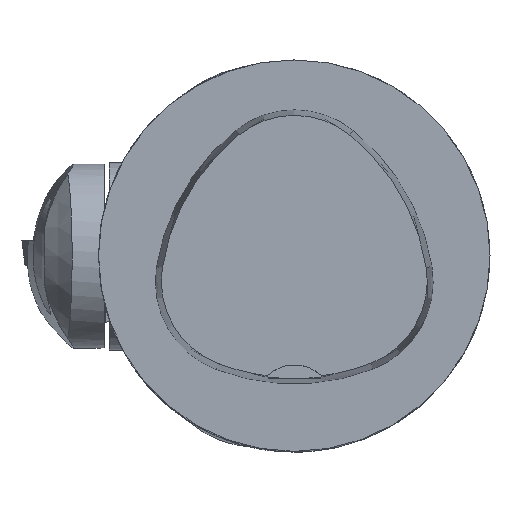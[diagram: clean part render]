
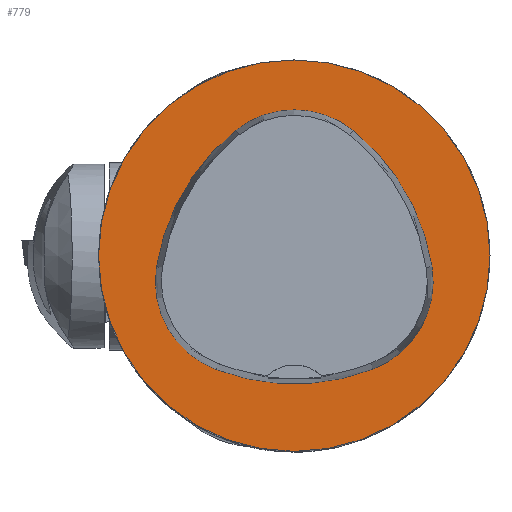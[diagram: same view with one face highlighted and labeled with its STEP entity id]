
A CAD part, top view. The second image highlights one B-rep face of the part: STEP entity #779.
In plain terms, the highlighted planar face has unit normal (0, 0, 1).
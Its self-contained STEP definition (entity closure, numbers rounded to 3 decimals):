
#662=FACE_BOUND('',#1806,.T.);
#663=FACE_BOUND('',#1807,.T.);
#779=ADVANCED_FACE('',(#662,#663),#1147,.T.);
#1147=PLANE('',#6892);
#1806=EDGE_LOOP('',(#2325,#2326,#2327,#2328,#2329,#2330));
#1807=EDGE_LOOP('',(#2331));
#2325=ORIENTED_EDGE('',*,*,#4827,.T.);
#2326=ORIENTED_EDGE('',*,*,#4807,.T.);
#2327=ORIENTED_EDGE('',*,*,#4811,.T.);
#2328=ORIENTED_EDGE('',*,*,#4814,.T.);
#2329=ORIENTED_EDGE('',*,*,#4817,.T.);
#2330=ORIENTED_EDGE('',*,*,#4825,.T.);
#2331=ORIENTED_EDGE('',*,*,#4776,.F.);
#4129=VERTEX_POINT('',#9274);
#4160=VERTEX_POINT('',#9428);
#4161=VERTEX_POINT('',#9429);
#4164=VERTEX_POINT('',#9437);
#4166=VERTEX_POINT('',#9443);
#4168=VERTEX_POINT('',#9449);
#4175=VERTEX_POINT('',#9470);
#4776=EDGE_CURVE('',#4129,#4129,#5695,.T.);
#4807=EDGE_CURVE('',#4160,#4161,#5698,.T.);
#4811=EDGE_CURVE('',#4161,#4164,#5700,.T.);
#4814=EDGE_CURVE('',#4164,#4166,#5702,.T.);
#4817=EDGE_CURVE('',#4166,#4168,#5704,.T.);
#4825=EDGE_CURVE('',#4168,#4175,#5708,.T.);
#4827=EDGE_CURVE('',#4175,#4160,#5710,.T.);
#5695=CIRCLE('',#6853,25.);
#5698=CIRCLE('',#6870,28.);
#5700=CIRCLE('',#6873,12.);
#5702=CIRCLE('',#6876,28.);
#5704=CIRCLE('',#6879,12.);
#5708=CIRCLE('',#6884,28.);
#5710=CIRCLE('',#6887,12.);
#6853=AXIS2_PLACEMENT_3D('',#9273,#7547,#7548);
#6870=AXIS2_PLACEMENT_3D('',#9427,#7593,#7594);
#6873=AXIS2_PLACEMENT_3D('',#9436,#7601,#7602);
#6876=AXIS2_PLACEMENT_3D('',#9442,#7608,#7609);
#6879=AXIS2_PLACEMENT_3D('',#9448,#7615,#7616);
#6884=AXIS2_PLACEMENT_3D('',#9471,#7627,#7628);
#6887=AXIS2_PLACEMENT_3D('',#9474,#7633,#7634);
#6892=AXIS2_PLACEMENT_3D('',#9479,#7643,#7644);
#7547=DIRECTION('',(0.,0.,-1.));
#7548=DIRECTION('',(-1.,0.,0.));
#7593=DIRECTION('',(0.,0.,-1.));
#7594=DIRECTION('',(-1.,0.,0.));
#7601=DIRECTION('',(0.,0.,-1.));
#7602=DIRECTION('',(-1.,0.,0.));
#7608=DIRECTION('',(0.,0.,-1.));
#7609=DIRECTION('',(-1.,0.,0.));
#7615=DIRECTION('',(0.,0.,-1.));
#7616=DIRECTION('',(-1.,0.,0.));
#7627=DIRECTION('',(0.,0.,-1.));
#7628=DIRECTION('',(-1.,0.,0.));
#7633=DIRECTION('',(0.,0.,-1.));
#7634=DIRECTION('',(-1.,0.,0.));
#7643=DIRECTION('',(0.,0.,1.));
#7644=DIRECTION('',(1.,0.,0.));
#9273=CARTESIAN_POINT('',(0.,0.,0.));
#9274=CARTESIAN_POINT('',(-25.,0.,0.));
#9427=CARTESIAN_POINT('',(10.068,-5.824,0.));
#9428=CARTESIAN_POINT('',(-17.584,-1.424,0.));
#9429=CARTESIAN_POINT('',(-7.531,15.953,0.));
#9436=CARTESIAN_POINT('',(0.011,6.62,0.));
#9437=CARTESIAN_POINT('',(7.567,15.942,0.));
#9442=CARTESIAN_POINT('',(-10.063,-5.81,0.));
#9443=CARTESIAN_POINT('',(17.59,-1.418,0.));
#9448=CARTESIAN_POINT('',(5.739,-3.3,0.));
#9449=CARTESIAN_POINT('',(10.05,-14.499,0.));
#9470=CARTESIAN_POINT('',(-10.025,-14.516,0.));
#9471=CARTESIAN_POINT('',(-0.01,11.631,0.));
#9474=CARTESIAN_POINT('',(-5.733,-3.31,0.));
#9479=CARTESIAN_POINT('',(0.,0.,0.));
